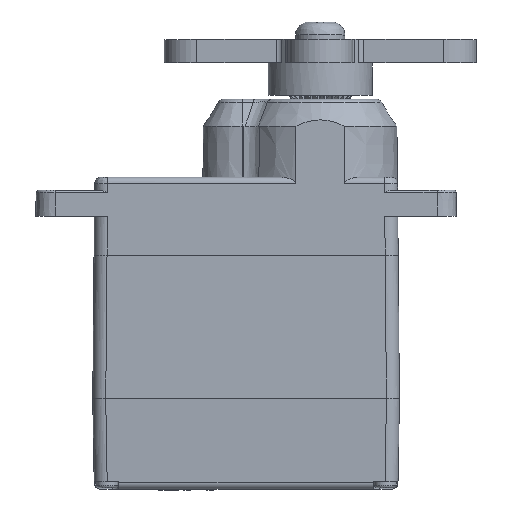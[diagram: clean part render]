
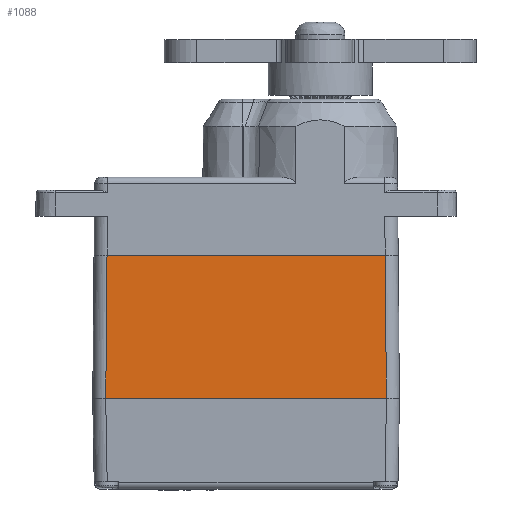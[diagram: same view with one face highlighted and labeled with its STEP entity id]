
A CAD part, top view. The second image highlights one B-rep face of the part: STEP entity #1088.
In plain terms, the highlighted planar face has unit normal (0, 0.009, 1).
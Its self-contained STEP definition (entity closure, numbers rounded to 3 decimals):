
#236=CARTESIAN_POINT('',(-10.796,-11.,5.796));
#247=DIRECTION('',(1.,0.,0.));
#248=VECTOR('',#247,21.592);
#249=CARTESIAN_POINT('',(-10.796,-11.,5.796));
#250=LINE('',#249,#248);
#260=CARTESIAN_POINT('',(10.796,-11.,5.796));
#372=DIRECTION('',(-1.,0.,0.));
#373=VECTOR('',#372,21.4);
#374=CARTESIAN_POINT('',(10.7,0.,5.7));
#375=LINE('',#374,#373);
#385=CARTESIAN_POINT('',(-10.7,0.,5.7));
#500=DIRECTION('',(0.009,-1.,0.009));
#501=VECTOR('',#500,11.001);
#502=CARTESIAN_POINT('',(10.7,0.,5.7));
#503=LINE('',#502,#501);
#507=DIRECTION('',(-0.009,-1.,0.009));
#508=VECTOR('',#507,11.001);
#509=CARTESIAN_POINT('',(-10.7,0.,5.7));
#510=LINE('',#509,#508);
#782=VERTEX_POINT('',#260);
#783=CARTESIAN_POINT('',(10.7,0.,5.7));
#784=VERTEX_POINT('',#783);
#786=VERTEX_POINT('',#236);
#790=VERTEX_POINT('',#385);
#1076=CARTESIAN_POINT('',(-13.076,0.,5.7));
#1077=DIRECTION('',(0.,0.009,1.));
#1078=DIRECTION('',(1.,0.,0.));
#1079=AXIS2_PLACEMENT_3D('',#1076,#1077,#1078);
#1080=PLANE('',#1079);
#1081=ORIENTED_EDGE('',*,*,#981,.F.);
#1083=ORIENTED_EDGE('',*,*,#1082,.T.);
#1084=ORIENTED_EDGE('',*,*,#875,.F.);
#1085=ORIENTED_EDGE('',*,*,#1071,.F.);
#1086=EDGE_LOOP('',(#1081,#1083,#1084,#1085));
#1087=FACE_OUTER_BOUND('',#1086,.F.);
#1088=ADVANCED_FACE('',(#1087),#1080,.T.);
#875=EDGE_CURVE('',#786,#782,#250,.T.);
#981=EDGE_CURVE('',#784,#790,#375,.T.);
#1071=EDGE_CURVE('',#790,#786,#510,.T.);
#1082=EDGE_CURVE('',#784,#782,#503,.T.);
